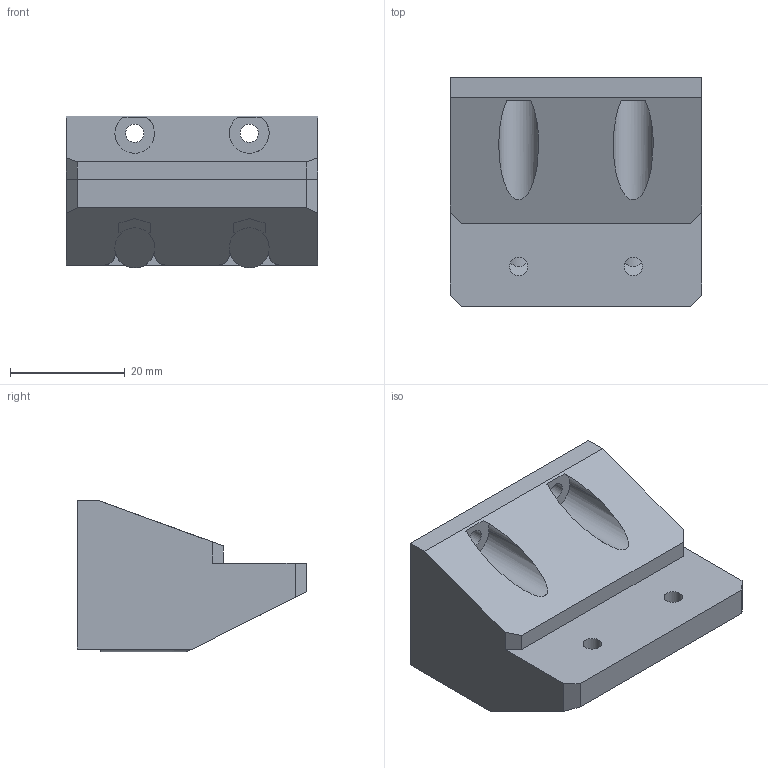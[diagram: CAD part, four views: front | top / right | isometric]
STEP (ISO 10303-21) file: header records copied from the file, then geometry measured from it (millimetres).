
FILE_DESCRIPTION(('FreeCAD Model'),'2;1');
FILE_NAME('Open CASCADE Shape Model','2021-12-25T11:54:08',('Author'),( ''),'Open CASCADE STEP processor 7.5','FreeCAD','Unknown');
FILE_SCHEMA(('AUTOMOTIVE_DESIGN { 1 0 10303 214 1 1 1 1 }'));
Length unit declared in the file: millimetre
Products named in the file (1): bed.holder.R
Bounding box: 44 x 40 x 26.5 mm (x, y, z)
Surface area: 8061.1 mm2 (no closed solid volume)
Topology: 0 solids, 1 shells, 50 faces, 154 edges, 106 vertices
Faces by surface type: plane 32, cylinder 18
Full cylindrical faces by diameter (mm): 3.2 x6, 7 x2
Entity records: 3826 total; most frequent: CARTESIAN_POINT 961, DIRECTION 516, LINE 298, VECTOR 298, ORIENTED_EDGE 288, PCURVE 288, DEFINITIONAL_REPRESENTATION 288, EDGE_CURVE 144
